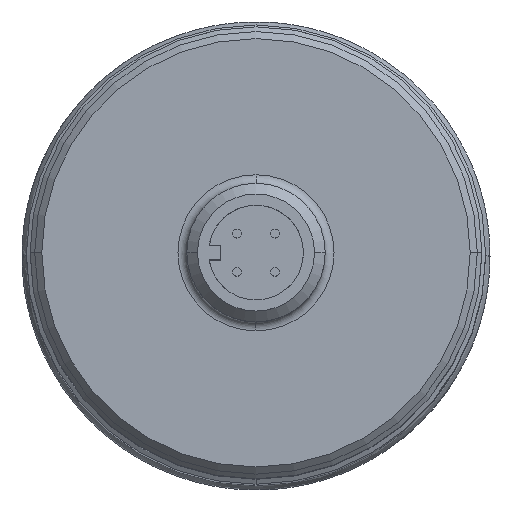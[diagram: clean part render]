
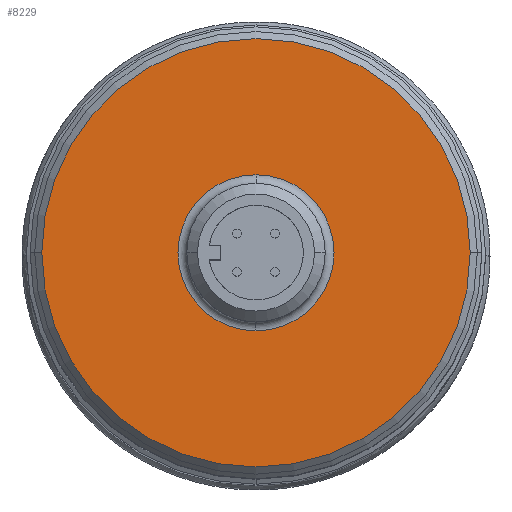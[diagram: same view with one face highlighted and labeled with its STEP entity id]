
A CAD part, top view. The second image highlights one B-rep face of the part: STEP entity #8229.
In plain terms, the highlighted planar face has unit normal (0, 0, 1).
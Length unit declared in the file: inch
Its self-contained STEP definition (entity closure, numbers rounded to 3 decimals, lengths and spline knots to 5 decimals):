
#3167=CARTESIAN_POINT('',(0.,0.,12.353));
#3168=DIRECTION('',(0.,0.,-1.));
#3169=DIRECTION('',(1.,0.,0.));
#3170=AXIS2_PLACEMENT_3D('',#3167,#3168,#3169);
#3172=CARTESIAN_POINT('',(0.,0.,12.353));
#3173=DIRECTION('',(0.,0.,-1.));
#3174=DIRECTION('',(-1.,0.,0.));
#3175=AXIS2_PLACEMENT_3D('',#3172,#3173,#3174);
#3177=CARTESIAN_POINT('',(0.,0.,12.353));
#3178=DIRECTION('',(0.,0.,1.));
#3179=DIRECTION('',(0.,-1.,0.));
#3180=AXIS2_PLACEMENT_3D('',#3177,#3178,#3179);
#3182=CARTESIAN_POINT('',(0.,0.,12.353));
#3183=DIRECTION('',(0.,0.,1.));
#3184=DIRECTION('',(0.,1.,0.));
#3185=AXIS2_PLACEMENT_3D('',#3182,#3183,#3184);
#3918=CARTESIAN_POINT('',(0.,-0.265,12.353));
#3919=CARTESIAN_POINT('',(0.,0.265,12.353));
#3920=VERTEX_POINT('',#3918);
#3921=VERTEX_POINT('',#3919);
#3930=CARTESIAN_POINT('',(0.727,0.,12.353));
#3931=CARTESIAN_POINT('',(-0.727,0.,12.353));
#3932=VERTEX_POINT('',#3930);
#3933=VERTEX_POINT('',#3931);
#8214=CARTESIAN_POINT('',(0.,0.,12.353));
#8215=DIRECTION('',(0.,0.,-1.));
#8216=DIRECTION('',(0.,1.,0.));
#8217=AXIS2_PLACEMENT_3D('',#8214,#8215,#8216);
#8218=PLANE('',#8217);
#8219=ORIENTED_EDGE('',*,*,#8194,.T.);
#8220=ORIENTED_EDGE('',*,*,#8208,.T.);
#8221=EDGE_LOOP('',(#8219,#8220));
#8222=FACE_OUTER_BOUND('',#8221,.F.);
#8224=ORIENTED_EDGE('',*,*,#8223,.T.);
#8226=ORIENTED_EDGE('',*,*,#8225,.T.);
#8227=EDGE_LOOP('',(#8224,#8226));
#8228=FACE_BOUND('',#8227,.F.);
#8229=ADVANCED_FACE('',(#8222,#8228),#8218,.F.);
#3171=CIRCLE('',#3170,0.727);
#3176=CIRCLE('',#3175,0.727);
#3181=CIRCLE('',#3180,0.265);
#3186=CIRCLE('',#3185,0.265);
#8194=EDGE_CURVE('',#3932,#3933,#3171,.T.);
#8208=EDGE_CURVE('',#3933,#3932,#3176,.T.);
#8223=EDGE_CURVE('',#3920,#3921,#3181,.T.);
#8225=EDGE_CURVE('',#3921,#3920,#3186,.T.);
